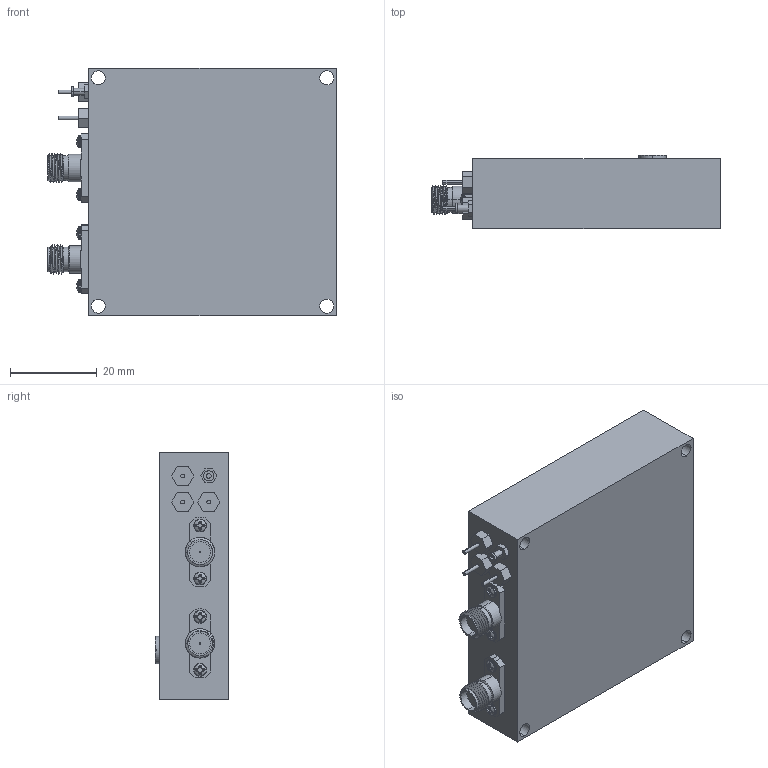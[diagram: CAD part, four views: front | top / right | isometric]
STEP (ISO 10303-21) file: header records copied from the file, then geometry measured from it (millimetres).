
FILE_DESCRIPTION (( 'STEP AP203' ), '1' );
FILE_NAME ('SOP-13305115-SF-E1.STEP', '2019-04-08T23:47:16', ( '' ), ( '' ), 'SwSTEP 2.0', 'SolidWorks 2016', '' );
FILE_SCHEMA (( 'CONFIG_CONTROL_DESIGN' ));
Length unit declared in the file: inch
Products named in the file (1): SOP-13305115-SF-E1
Bounding box: 66.45 x 16.9 x 57 mm (x, y, z)
Volume: 52370.4 mm3; surface area: 12343.4 mm2
Topology: 9 solids, 9 shells, 615 faces, 1691 edges, 1112 vertices
Faces by surface type: cylinder 347, plane 164, cone 55, bspline 21, torus 20, sphere 8
Entity records: 26536 total; most frequent: CARTESIAN_POINT 12296, ORIENTED_EDGE 3378, DIRECTION 2619, EDGE_CURVE 1689, VERTEX_POINT 1112, AXIS2_PLACEMENT_3D 985, EDGE_LOOP 657, LINE 649
